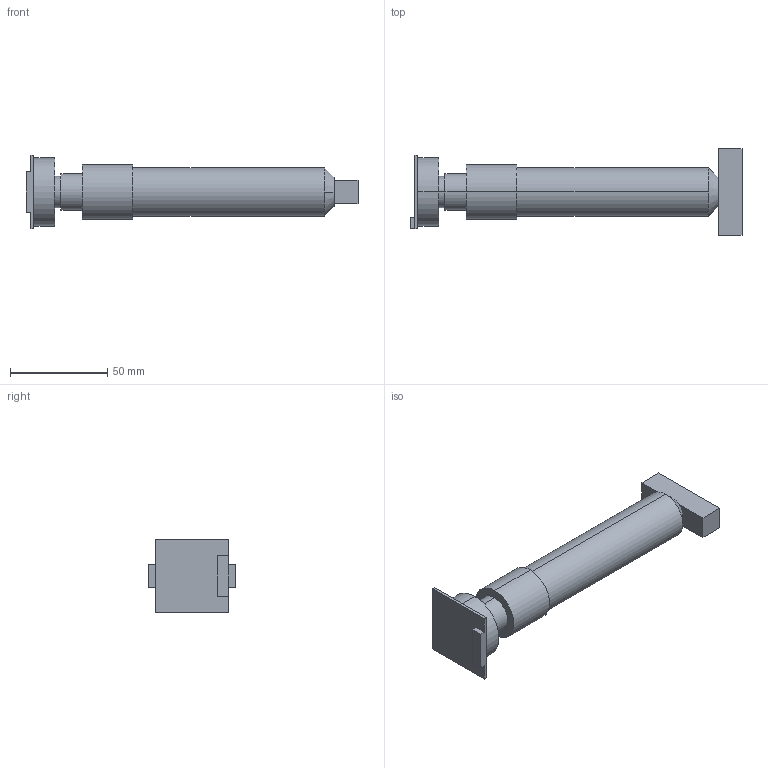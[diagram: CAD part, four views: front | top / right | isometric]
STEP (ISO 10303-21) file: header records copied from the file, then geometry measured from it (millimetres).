
FILE_DESCRIPTION (( 'STEP AP214' ), '1' );
FILE_NAME ('Cuvette_Diffrac_Picam.STEP', '2025-11-02T23:25:25', ( '' ), ( '' ), 'SwSTEP 2.0', 'SolidWorks 2025', '' );
FILE_SCHEMA (( 'AUTOMOTIVE_DESIGN' ));
Length unit declared in the file: millimetre
Products named in the file (4): diffraction grating; Cuvette_Diffrac_Picam; PiCam; cuvette
Assembly tree (3 placements, depth 2):
  Cuvette_Diffrac_Picam
    cuvette
    diffraction grating
    PiCam
Bounding box: 170.85 x 44.4 x 38 mm (x, y, z)
Volume: 84378.4 mm3; surface area: 21795.2 mm2
Topology: 3 solids, 3 shells, 45 faces, 96 edges, 64 vertices
Faces by surface type: plane 29, cylinder 14, cone 2
Entity records: 1343 total; most frequent: DIRECTION 230, CARTESIAN_POINT 211, ORIENTED_EDGE 192, EDGE_CURVE 96, AXIS2_PLACEMENT_3D 83, VECTOR 64, VERTEX_POINT 64, LINE 64
